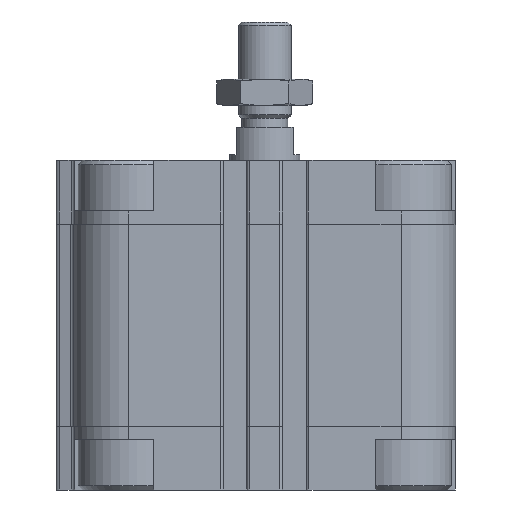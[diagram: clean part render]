
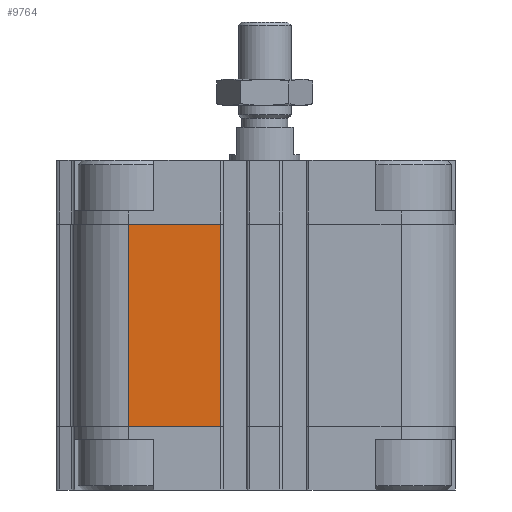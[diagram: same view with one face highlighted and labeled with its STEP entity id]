
A CAD part, left-side view. The second image highlights one B-rep face of the part: STEP entity #9764.
In plain terms, the highlighted face is planar.
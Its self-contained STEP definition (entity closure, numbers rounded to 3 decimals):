
#1872=ORIENTED_EDGE('',*,*,#4376,.F.);
#1873=ORIENTED_EDGE('',*,*,#4404,.F.);
#1874=ORIENTED_EDGE('',*,*,#4076,.T.);
#1875=ORIENTED_EDGE('',*,*,#4405,.T.);
#4076=EDGE_CURVE('',#5481,#5480,#6316,.T.);
#4376=EDGE_CURVE('',#5666,#5667,#6532,.T.);
#4404=EDGE_CURVE('',#5481,#5666,#6549,.T.);
#4405=EDGE_CURVE('',#5480,#5667,#6550,.T.);
#5480=VERTEX_POINT('',#15024);
#5481=VERTEX_POINT('',#15026);
#5666=VERTEX_POINT('',#15616);
#5667=VERTEX_POINT('',#15618);
#6316=LINE('',#15025,#7196);
#6532=LINE('',#15617,#7412);
#6549=LINE('',#15673,#7429);
#6550=LINE('',#15675,#7430);
#7196=VECTOR('',#11645,1000.);
#7412=VECTOR('',#12241,1000.);
#7429=VECTOR('',#12310,1000.);
#7430=VECTOR('',#12313,1000.);
#7986=EDGE_LOOP('',(#1872,#1873,#1874,#1875));
#8688=FACE_BOUND('',#7986,.T.);
#9315=PLANE('',#10563);
#9764=ADVANCED_FACE('',(#8688),#9315,.T.);
#10563=AXIS2_PLACEMENT_3D('',#15674,#12311,#12312);
#11645=DIRECTION('',(0.,1.,0.));
#12241=DIRECTION('',(0.,1.,0.));
#12310=DIRECTION('',(0.,0.,1.));
#12311=DIRECTION('',(1.,0.,0.));
#12312=DIRECTION('',(0.,0.,-1.));
#12313=DIRECTION('',(0.,0.,1.));
#15024=CARTESIAN_POINT('',(43.5,-10.05,-60.5));
#15025=CARTESIAN_POINT('',(43.5,-31.,-60.5));
#15026=CARTESIAN_POINT('',(43.5,-31.,-60.5));
#15616=CARTESIAN_POINT('',(43.5,-31.,-14.5));
#15617=CARTESIAN_POINT('',(43.5,-31.,-14.5));
#15618=CARTESIAN_POINT('',(43.5,-10.05,-14.5));
#15673=CARTESIAN_POINT('',(43.5,-31.,-60.5));
#15674=CARTESIAN_POINT('',(43.5,-31.,-60.5));
#15675=CARTESIAN_POINT('',(43.5,-10.05,-60.5));
